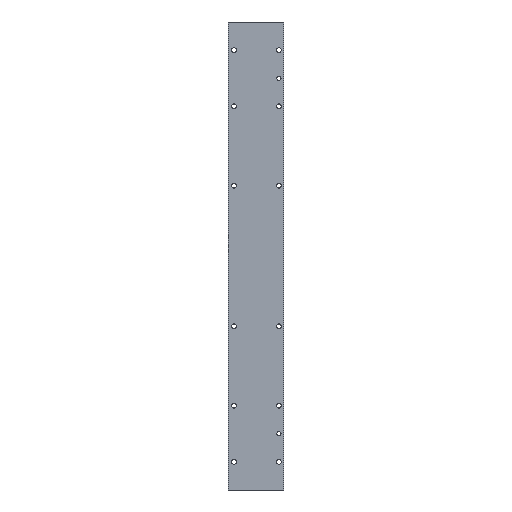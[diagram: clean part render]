
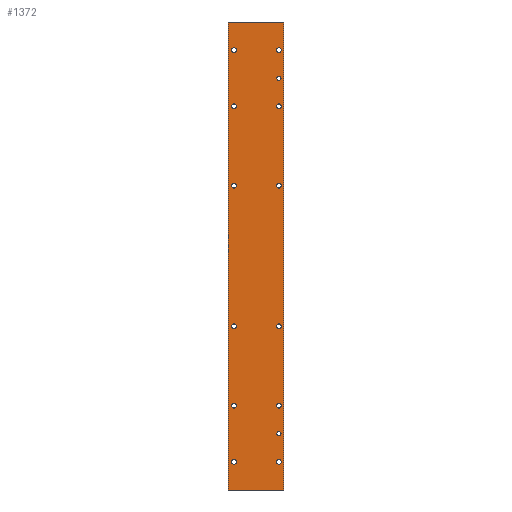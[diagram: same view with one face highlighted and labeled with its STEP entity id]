
A CAD part, left-side view. The second image highlights one B-rep face of the part: STEP entity #1372.
In plain terms, the highlighted planar face has unit normal (-1, 0, 0).
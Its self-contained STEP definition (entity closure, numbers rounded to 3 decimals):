
#38=CIRCLE('',#1478,1.7);
#39=CIRCLE('',#1479,1.7);
#40=CIRCLE('',#1480,1.7);
#41=CIRCLE('',#1481,1.7);
#42=CIRCLE('',#1482,1.7);
#43=CIRCLE('',#1483,1.7);
#44=CIRCLE('',#1484,1.7);
#45=CIRCLE('',#1485,1.7);
#46=CIRCLE('',#1486,1.7);
#47=CIRCLE('',#1487,1.7);
#48=CIRCLE('',#1488,1.7);
#49=CIRCLE('',#1489,1.7);
#50=CIRCLE('',#1490,1.5);
#51=CIRCLE('',#1491,1.5);
#216=ORIENTED_EDGE('',*,*,#584,.T.);
#217=ORIENTED_EDGE('',*,*,#585,.T.);
#218=ORIENTED_EDGE('',*,*,#586,.F.);
#219=ORIENTED_EDGE('',*,*,#587,.F.);
#220=ORIENTED_EDGE('',*,*,#588,.T.);
#221=ORIENTED_EDGE('',*,*,#589,.T.);
#222=ORIENTED_EDGE('',*,*,#590,.T.);
#223=ORIENTED_EDGE('',*,*,#591,.T.);
#224=ORIENTED_EDGE('',*,*,#592,.T.);
#225=ORIENTED_EDGE('',*,*,#593,.T.);
#226=ORIENTED_EDGE('',*,*,#594,.T.);
#227=ORIENTED_EDGE('',*,*,#595,.T.);
#228=ORIENTED_EDGE('',*,*,#596,.T.);
#229=ORIENTED_EDGE('',*,*,#597,.T.);
#230=ORIENTED_EDGE('',*,*,#598,.T.);
#231=ORIENTED_EDGE('',*,*,#599,.F.);
#232=ORIENTED_EDGE('',*,*,#600,.F.);
#233=ORIENTED_EDGE('',*,*,#582,.T.);
#582=EDGE_CURVE('',#761,#760,#893,.T.);
#584=EDGE_CURVE('',#762,#762,#38,.T.);
#585=EDGE_CURVE('',#763,#763,#39,.T.);
#586=EDGE_CURVE('',#764,#764,#40,.T.);
#587=EDGE_CURVE('',#765,#765,#41,.T.);
#588=EDGE_CURVE('',#766,#766,#42,.T.);
#589=EDGE_CURVE('',#767,#767,#43,.T.);
#590=EDGE_CURVE('',#768,#768,#44,.T.);
#591=EDGE_CURVE('',#769,#769,#45,.T.);
#592=EDGE_CURVE('',#770,#770,#46,.T.);
#593=EDGE_CURVE('',#771,#771,#47,.T.);
#594=EDGE_CURVE('',#772,#772,#48,.T.);
#595=EDGE_CURVE('',#773,#773,#49,.T.);
#596=EDGE_CURVE('',#774,#774,#50,.T.);
#597=EDGE_CURVE('',#775,#775,#51,.T.);
#598=EDGE_CURVE('',#760,#776,#894,.T.);
#599=EDGE_CURVE('',#777,#776,#895,.T.);
#600=EDGE_CURVE('',#761,#777,#896,.T.);
#760=VERTEX_POINT('',#2158);
#761=VERTEX_POINT('',#2160);
#762=VERTEX_POINT('',#2164);
#763=VERTEX_POINT('',#2166);
#764=VERTEX_POINT('',#2168);
#765=VERTEX_POINT('',#2170);
#766=VERTEX_POINT('',#2172);
#767=VERTEX_POINT('',#2174);
#768=VERTEX_POINT('',#2176);
#769=VERTEX_POINT('',#2178);
#770=VERTEX_POINT('',#2180);
#771=VERTEX_POINT('',#2182);
#772=VERTEX_POINT('',#2184);
#773=VERTEX_POINT('',#2186);
#774=VERTEX_POINT('',#2188);
#775=VERTEX_POINT('',#2190);
#776=VERTEX_POINT('',#2192);
#777=VERTEX_POINT('',#2194);
#893=LINE('',#2159,#1009);
#894=LINE('',#2191,#1010);
#895=LINE('',#2193,#1011);
#896=LINE('',#2195,#1012);
#1009=VECTOR('',#1720,1000.);
#1010=VECTOR('',#1753,1000.);
#1011=VECTOR('',#1754,1000.);
#1012=VECTOR('',#1755,1000.);
#1096=EDGE_LOOP('',(#216));
#1097=EDGE_LOOP('',(#217));
#1098=EDGE_LOOP('',(#218));
#1099=EDGE_LOOP('',(#219));
#1100=EDGE_LOOP('',(#220));
#1101=EDGE_LOOP('',(#221));
#1102=EDGE_LOOP('',(#222));
#1103=EDGE_LOOP('',(#223));
#1104=EDGE_LOOP('',(#224));
#1105=EDGE_LOOP('',(#225));
#1106=EDGE_LOOP('',(#226));
#1107=EDGE_LOOP('',(#227));
#1108=EDGE_LOOP('',(#228));
#1109=EDGE_LOOP('',(#229));
#1110=EDGE_LOOP('',(#230,#231,#232,#233));
#1218=FACE_BOUND('',#1096,.T.);
#1219=FACE_BOUND('',#1097,.T.);
#1220=FACE_BOUND('',#1098,.T.);
#1221=FACE_BOUND('',#1099,.T.);
#1222=FACE_BOUND('',#1100,.T.);
#1223=FACE_BOUND('',#1101,.T.);
#1224=FACE_BOUND('',#1102,.T.);
#1225=FACE_BOUND('',#1103,.T.);
#1226=FACE_BOUND('',#1104,.T.);
#1227=FACE_BOUND('',#1105,.T.);
#1228=FACE_BOUND('',#1106,.T.);
#1229=FACE_BOUND('',#1107,.T.);
#1230=FACE_BOUND('',#1108,.T.);
#1231=FACE_BOUND('',#1109,.T.);
#1232=FACE_BOUND('',#1110,.T.);
#1327=PLANE('',#1477);
#1372=ADVANCED_FACE('',(#1218,#1219,#1220,#1221,#1222,#1223,#1224,#1225,
#1226,#1227,#1228,#1229,#1230,#1231,#1232),#1327,.F.);
#1477=AXIS2_PLACEMENT_3D('',#2162,#1723,#1724);
#1478=AXIS2_PLACEMENT_3D('',#2163,#1725,#1726);
#1479=AXIS2_PLACEMENT_3D('',#2165,#1727,#1728);
#1480=AXIS2_PLACEMENT_3D('',#2167,#1729,#1730);
#1481=AXIS2_PLACEMENT_3D('',#2169,#1731,#1732);
#1482=AXIS2_PLACEMENT_3D('',#2171,#1733,#1734);
#1483=AXIS2_PLACEMENT_3D('',#2173,#1735,#1736);
#1484=AXIS2_PLACEMENT_3D('',#2175,#1737,#1738);
#1485=AXIS2_PLACEMENT_3D('',#2177,#1739,#1740);
#1486=AXIS2_PLACEMENT_3D('',#2179,#1741,#1742);
#1487=AXIS2_PLACEMENT_3D('',#2181,#1743,#1744);
#1488=AXIS2_PLACEMENT_3D('',#2183,#1745,#1746);
#1489=AXIS2_PLACEMENT_3D('',#2185,#1747,#1748);
#1490=AXIS2_PLACEMENT_3D('',#2187,#1749,#1750);
#1491=AXIS2_PLACEMENT_3D('',#2189,#1751,#1752);
#1720=DIRECTION('',(0.,0.,1.));
#1723=DIRECTION('',(1.,0.,0.));
#1724=DIRECTION('',(0.,0.,-1.));
#1725=DIRECTION('',(1.,0.,0.));
#1726=DIRECTION('',(0.,0.,-1.));
#1727=DIRECTION('',(1.,0.,0.));
#1728=DIRECTION('',(0.,0.,-1.));
#1729=DIRECTION('',(-1.,0.,0.));
#1730=DIRECTION('',(0.,0.,1.));
#1731=DIRECTION('',(-1.,0.,0.));
#1732=DIRECTION('',(0.,0.,1.));
#1733=DIRECTION('',(1.,0.,0.));
#1734=DIRECTION('',(0.,0.,-1.));
#1735=DIRECTION('',(1.,0.,0.));
#1736=DIRECTION('',(0.,0.,-1.));
#1737=DIRECTION('',(1.,0.,0.));
#1738=DIRECTION('',(0.,0.,-1.));
#1739=DIRECTION('',(1.,0.,0.));
#1740=DIRECTION('',(0.,0.,-1.));
#1741=DIRECTION('',(1.,0.,0.));
#1742=DIRECTION('',(0.,0.,-1.));
#1743=DIRECTION('',(1.,0.,0.));
#1744=DIRECTION('',(0.,0.,-1.));
#1745=DIRECTION('',(1.,0.,0.));
#1746=DIRECTION('',(0.,0.,-1.));
#1747=DIRECTION('',(1.,0.,0.));
#1748=DIRECTION('',(0.,0.,-1.));
#1749=DIRECTION('',(1.,0.,0.));
#1750=DIRECTION('',(0.,0.,-1.));
#1751=DIRECTION('',(1.,0.,0.));
#1752=DIRECTION('',(0.,0.,-1.));
#1753=DIRECTION('',(0.,1.,0.));
#1754=DIRECTION('',(0.,0.,1.));
#1755=DIRECTION('',(0.,1.,0.));
#2158=CARTESIAN_POINT('',(0.,0.2,166.5));
#2159=CARTESIAN_POINT('',(0.,0.2,-166.5));
#2160=CARTESIAN_POINT('',(0.,0.2,-166.5));
#2162=CARTESIAN_POINT('',(0.,0.2,-166.5));
#2163=CARTESIAN_POINT('',(0.,3.5,50.));
#2164=CARTESIAN_POINT('',(0.,3.5,48.3));
#2165=CARTESIAN_POINT('',(0.,3.5,-50.));
#2166=CARTESIAN_POINT('',(0.,3.5,-51.7));
#2167=CARTESIAN_POINT('',(0.,3.5,146.5));
#2168=CARTESIAN_POINT('',(0.,3.5,148.2));
#2169=CARTESIAN_POINT('',(0.,3.5,106.5));
#2170=CARTESIAN_POINT('',(0.,3.5,108.2));
#2171=CARTESIAN_POINT('',(0.,3.5,-106.5));
#2172=CARTESIAN_POINT('',(0.,3.5,-108.2));
#2173=CARTESIAN_POINT('',(0.,3.5,-146.5));
#2174=CARTESIAN_POINT('',(0.,3.5,-148.2));
#2175=CARTESIAN_POINT('',(0.,35.5,50.));
#2176=CARTESIAN_POINT('',(0.,35.5,48.3));
#2177=CARTESIAN_POINT('',(0.,35.5,-50.));
#2178=CARTESIAN_POINT('',(0.,35.5,-51.7));
#2179=CARTESIAN_POINT('',(0.,35.5,106.5));
#2180=CARTESIAN_POINT('',(0.,35.5,104.8));
#2181=CARTESIAN_POINT('',(0.,35.5,146.5));
#2182=CARTESIAN_POINT('',(0.,35.5,144.8));
#2183=CARTESIAN_POINT('',(0.,35.5,-106.5));
#2184=CARTESIAN_POINT('',(0.,35.5,-108.2));
#2185=CARTESIAN_POINT('',(0.,35.5,-146.5));
#2186=CARTESIAN_POINT('',(0.,35.5,-148.2));
#2187=CARTESIAN_POINT('',(0.,3.5,126.5));
#2188=CARTESIAN_POINT('',(0.,3.5,125.));
#2189=CARTESIAN_POINT('',(0.,3.5,-126.5));
#2190=CARTESIAN_POINT('',(0.,3.5,-128.));
#2191=CARTESIAN_POINT('',(0.,0.2,166.5));
#2192=CARTESIAN_POINT('',(0.,39.4,166.5));
#2193=CARTESIAN_POINT('',(0.,39.4,-166.5));
#2194=CARTESIAN_POINT('',(0.,39.4,-166.5));
#2195=CARTESIAN_POINT('',(0.,0.2,-166.5));
